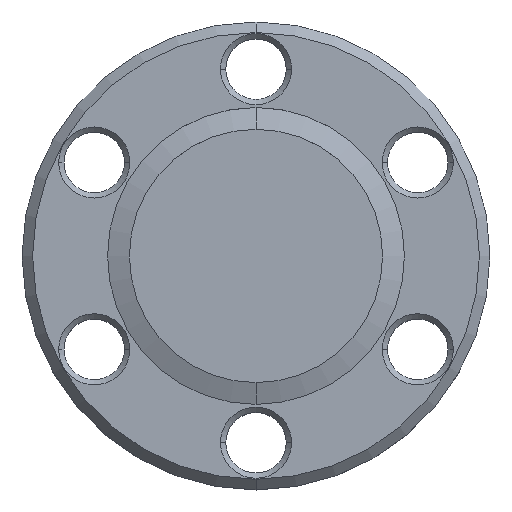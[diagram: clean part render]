
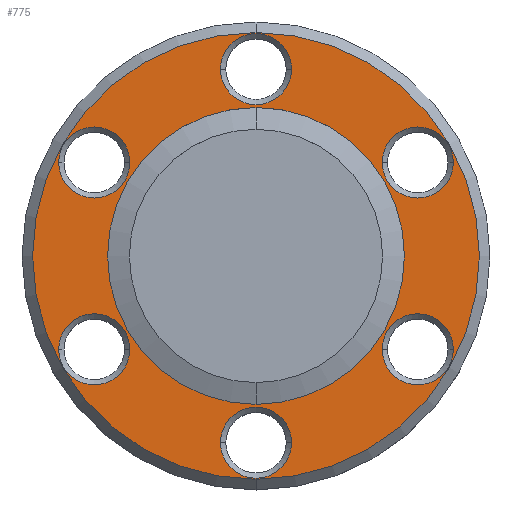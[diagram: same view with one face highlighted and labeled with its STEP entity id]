
A CAD part, top view. The second image highlights one B-rep face of the part: STEP entity #775.
In plain terms, the highlighted planar face has unit normal (0, 0, 1).
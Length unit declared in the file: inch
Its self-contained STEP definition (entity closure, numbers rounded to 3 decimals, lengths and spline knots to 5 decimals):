
#2=CARTESIAN_POINT('',(0.,0.,0.));
#3=DIRECTION('',(0.,0.,1.));
#4=DIRECTION('',(0.,1.,0.));
#5=AXIS2_PLACEMENT_3D('',#2,#3,#4);
#7=CARTESIAN_POINT('',(0.,0.,0.));
#8=DIRECTION('',(0.,0.,1.));
#9=DIRECTION('',(0.,-1.,0.));
#10=AXIS2_PLACEMENT_3D('',#7,#8,#9);
#12=CARTESIAN_POINT('',(0.,0.,0.));
#13=DIRECTION('',(0.,0.,-1.));
#14=DIRECTION('',(0.,-1.,0.));
#15=AXIS2_PLACEMENT_3D('',#12,#13,#14);
#30=CARTESIAN_POINT('',(0.,0.,0.));
#31=DIRECTION('',(0.,0.,-1.));
#32=DIRECTION('',(0.,1.,0.));
#33=AXIS2_PLACEMENT_3D('',#30,#31,#32);
#118=CARTESIAN_POINT('',(0.,0.531,0.));
#119=DIRECTION('',(0.,0.,-1.));
#120=DIRECTION('',(1.,0.,0.));
#121=AXIS2_PLACEMENT_3D('',#118,#119,#120);
#128=CARTESIAN_POINT('',(0.,0.531,0.));
#129=DIRECTION('',(0.,0.,-1.));
#130=DIRECTION('',(-1.,0.,0.));
#131=AXIS2_PLACEMENT_3D('',#128,#129,#130);
#182=CARTESIAN_POINT('',(0.45986,0.2655,0.));
#183=DIRECTION('',(0.,0.,-1.));
#184=DIRECTION('',(1.,0.,0.));
#185=AXIS2_PLACEMENT_3D('',#182,#183,#184);
#192=CARTESIAN_POINT('',(0.45986,0.2655,0.));
#193=DIRECTION('',(0.,0.,-1.));
#194=DIRECTION('',(-1.,0.,0.));
#195=AXIS2_PLACEMENT_3D('',#192,#193,#194);
#246=CARTESIAN_POINT('',(0.45986,-0.2655,0.));
#247=DIRECTION('',(0.,0.,-1.));
#248=DIRECTION('',(1.,0.,0.));
#249=AXIS2_PLACEMENT_3D('',#246,#247,#248);
#256=CARTESIAN_POINT('',(0.45986,-0.2655,0.));
#257=DIRECTION('',(0.,0.,-1.));
#258=DIRECTION('',(-1.,0.,0.));
#259=AXIS2_PLACEMENT_3D('',#256,#257,#258);
#310=CARTESIAN_POINT('',(0.,-0.531,0.));
#311=DIRECTION('',(0.,0.,-1.));
#312=DIRECTION('',(1.,0.,0.));
#313=AXIS2_PLACEMENT_3D('',#310,#311,#312);
#320=CARTESIAN_POINT('',(0.,-0.531,0.));
#321=DIRECTION('',(0.,0.,-1.));
#322=DIRECTION('',(-1.,0.,0.));
#323=AXIS2_PLACEMENT_3D('',#320,#321,#322);
#374=CARTESIAN_POINT('',(-0.45986,-0.2655,0.));
#375=DIRECTION('',(0.,0.,-1.));
#376=DIRECTION('',(1.,0.,0.));
#377=AXIS2_PLACEMENT_3D('',#374,#375,#376);
#384=CARTESIAN_POINT('',(-0.45986,-0.2655,0.));
#385=DIRECTION('',(0.,0.,-1.));
#386=DIRECTION('',(-1.,0.,0.));
#387=AXIS2_PLACEMENT_3D('',#384,#385,#386);
#438=CARTESIAN_POINT('',(-0.45986,0.2655,0.));
#439=DIRECTION('',(0.,0.,-1.));
#440=DIRECTION('',(1.,0.,0.));
#441=AXIS2_PLACEMENT_3D('',#438,#439,#440);
#448=CARTESIAN_POINT('',(-0.45986,0.2655,0.));
#449=DIRECTION('',(0.,0.,-1.));
#450=DIRECTION('',(-1.,0.,0.));
#451=AXIS2_PLACEMENT_3D('',#448,#449,#450);
#590=CARTESIAN_POINT('',(0.,0.422,0.));
#591=CARTESIAN_POINT('',(0.,-0.422,0.));
#592=VERTEX_POINT('',#590);
#593=VERTEX_POINT('',#591);
#594=CARTESIAN_POINT('',(0.101,0.531,0.));
#595=CARTESIAN_POINT('',(-0.101,0.531,0.));
#596=VERTEX_POINT('',#594);
#597=VERTEX_POINT('',#595);
#610=CARTESIAN_POINT('',(0.56086,0.2655,0.));
#611=CARTESIAN_POINT('',(0.35886,0.2655,0.));
#612=VERTEX_POINT('',#610);
#613=VERTEX_POINT('',#611);
#626=CARTESIAN_POINT('',(0.56086,-0.2655,0.));
#627=CARTESIAN_POINT('',(0.35886,-0.2655,0.));
#628=VERTEX_POINT('',#626);
#629=VERTEX_POINT('',#627);
#642=CARTESIAN_POINT('',(0.101,-0.531,0.));
#643=CARTESIAN_POINT('',(-0.101,-0.531,0.));
#644=VERTEX_POINT('',#642);
#645=VERTEX_POINT('',#643);
#658=CARTESIAN_POINT('',(-0.35886,-0.2655,0.));
#659=CARTESIAN_POINT('',(-0.56086,-0.2655,0.));
#660=VERTEX_POINT('',#658);
#661=VERTEX_POINT('',#659);
#674=CARTESIAN_POINT('',(-0.35886,0.2655,0.));
#675=CARTESIAN_POINT('',(-0.56086,0.2655,0.));
#676=VERTEX_POINT('',#674);
#677=VERTEX_POINT('',#675);
#690=CARTESIAN_POINT('',(0.,0.635,0.));
#691=CARTESIAN_POINT('',(0.,-0.635,0.));
#692=VERTEX_POINT('',#690);
#693=VERTEX_POINT('',#691);
#722=CARTESIAN_POINT('',(0.,0.,0.));
#723=DIRECTION('',(0.,0.,-1.));
#724=DIRECTION('',(0.,-1.,0.));
#725=AXIS2_PLACEMENT_3D('',#722,#723,#724);
#726=PLANE('',#725);
#728=ORIENTED_EDGE('',*,*,#727,.T.);
#730=ORIENTED_EDGE('',*,*,#729,.T.);
#731=EDGE_LOOP('',(#728,#730));
#732=FACE_OUTER_BOUND('',#731,.F.);
#734=ORIENTED_EDGE('',*,*,#733,.T.);
#736=ORIENTED_EDGE('',*,*,#735,.T.);
#737=EDGE_LOOP('',(#734,#736));
#738=FACE_BOUND('',#737,.F.);
#740=ORIENTED_EDGE('',*,*,#739,.F.);
#742=ORIENTED_EDGE('',*,*,#741,.F.);
#743=EDGE_LOOP('',(#740,#742));
#744=FACE_BOUND('',#743,.F.);
#746=ORIENTED_EDGE('',*,*,#745,.F.);
#748=ORIENTED_EDGE('',*,*,#747,.F.);
#749=EDGE_LOOP('',(#746,#748));
#750=FACE_BOUND('',#749,.F.);
#752=ORIENTED_EDGE('',*,*,#751,.F.);
#754=ORIENTED_EDGE('',*,*,#753,.F.);
#755=EDGE_LOOP('',(#752,#754));
#756=FACE_BOUND('',#755,.F.);
#758=ORIENTED_EDGE('',*,*,#757,.F.);
#760=ORIENTED_EDGE('',*,*,#759,.F.);
#761=EDGE_LOOP('',(#758,#760));
#762=FACE_BOUND('',#761,.F.);
#764=ORIENTED_EDGE('',*,*,#763,.F.);
#766=ORIENTED_EDGE('',*,*,#765,.F.);
#767=EDGE_LOOP('',(#764,#766));
#768=FACE_BOUND('',#767,.F.);
#770=ORIENTED_EDGE('',*,*,#769,.F.);
#772=ORIENTED_EDGE('',*,*,#771,.F.);
#773=EDGE_LOOP('',(#770,#772));
#774=FACE_BOUND('',#773,.F.);
#775=ADVANCED_FACE('',(#732,#738,#744,#750,#756,#762,#768,#774),#726,.F.);
#6=CIRCLE('',#5,0.422);
#11=CIRCLE('',#10,0.422);
#16=CIRCLE('',#15,0.635);
#34=CIRCLE('',#33,0.635);
#122=CIRCLE('',#121,0.101);
#132=CIRCLE('',#131,0.101);
#186=CIRCLE('',#185,0.101);
#196=CIRCLE('',#195,0.101);
#250=CIRCLE('',#249,0.101);
#260=CIRCLE('',#259,0.101);
#314=CIRCLE('',#313,0.101);
#324=CIRCLE('',#323,0.101);
#378=CIRCLE('',#377,0.101);
#388=CIRCLE('',#387,0.101);
#442=CIRCLE('',#441,0.101);
#452=CIRCLE('',#451,0.101);
#727=EDGE_CURVE('',#693,#692,#16,.T.);
#729=EDGE_CURVE('',#692,#693,#34,.T.);
#733=EDGE_CURVE('',#592,#593,#6,.T.);
#735=EDGE_CURVE('',#593,#592,#11,.T.);
#739=EDGE_CURVE('',#597,#596,#132,.T.);
#741=EDGE_CURVE('',#596,#597,#122,.T.);
#745=EDGE_CURVE('',#613,#612,#196,.T.);
#747=EDGE_CURVE('',#612,#613,#186,.T.);
#751=EDGE_CURVE('',#629,#628,#260,.T.);
#753=EDGE_CURVE('',#628,#629,#250,.T.);
#757=EDGE_CURVE('',#645,#644,#324,.T.);
#759=EDGE_CURVE('',#644,#645,#314,.T.);
#763=EDGE_CURVE('',#661,#660,#388,.T.);
#765=EDGE_CURVE('',#660,#661,#378,.T.);
#769=EDGE_CURVE('',#677,#676,#452,.T.);
#771=EDGE_CURVE('',#676,#677,#442,.T.);
